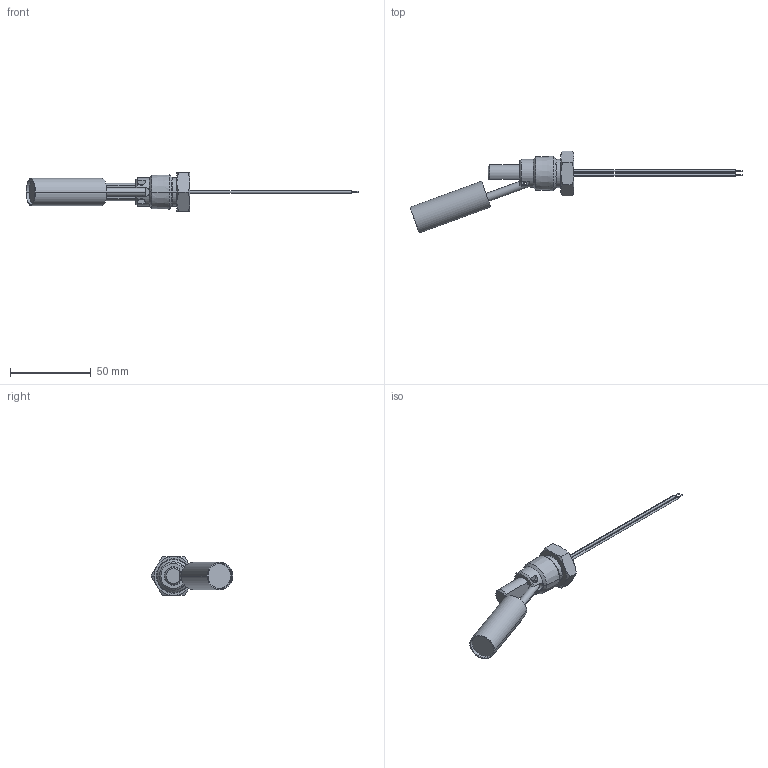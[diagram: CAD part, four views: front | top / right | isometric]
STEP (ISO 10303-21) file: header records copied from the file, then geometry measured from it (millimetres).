
FILE_DESCRIPTION (( 'STEP AP214' ), '1' );
FILE_NAME ('P595.STEP', '2020-02-13T10:43:27', ( '' ), ( '' ), 'SwSTEP 2.0', 'SolidWorks 2019', '' );
FILE_SCHEMA (( 'AUTOMOTIVE_DESIGN' ));
Length unit declared in the file: millimetre
Products named in the file (1): P595
Bounding box: 205.31 x 50.61 x 24 mm (x, y, z)
Volume: 15321.4 mm3; surface area: 11126.9 mm2
Topology: 2 solids, 3 shells, 116 faces, 264 edges, 166 vertices
Faces by surface type: plane 46, cylinder 40, cone 24, torus 6
Entity records: 3760 total; most frequent: CARTESIAN_POINT 954, DIRECTION 554, ORIENTED_EDGE 528, EDGE_CURVE 264, AXIS2_PLACEMENT_3D 222, VERTEX_POINT 166, EDGE_LOOP 136, FACE_OUTER_BOUND 116
